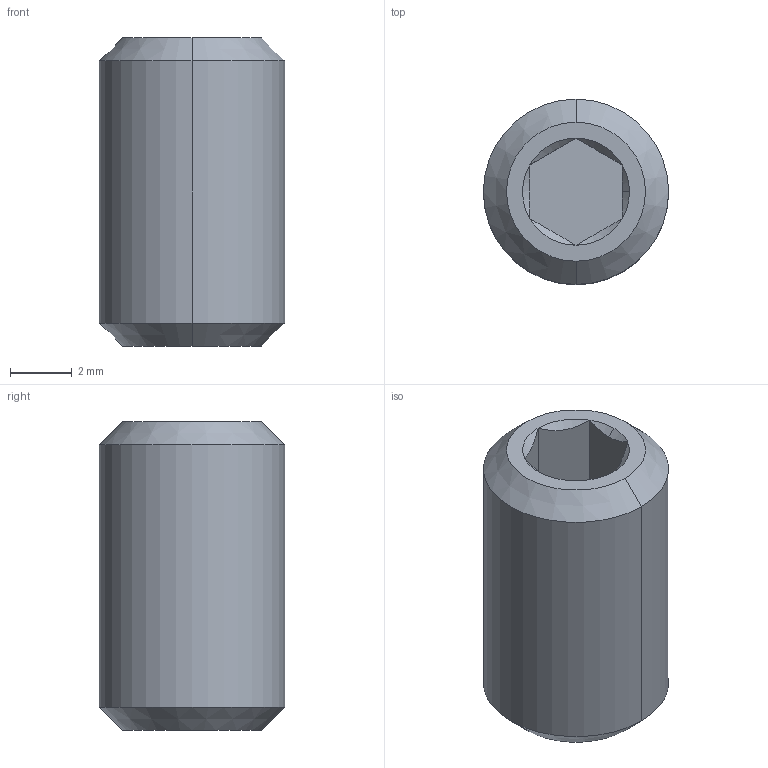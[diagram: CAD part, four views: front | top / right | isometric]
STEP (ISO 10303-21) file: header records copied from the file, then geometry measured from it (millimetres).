
FILE_DESCRIPTION(/* description */ (''),/* implementation_level */ '2;1');
FILE_NAME(/* name */ 'M6X10SET.step',/* time_stamp */ '2024-10-23T07:43:56-04:00',/* author */ ('JVann-Robertson'),/* organization */ (''),/* preprocessor_version */ 'ST-DEVELOPER v18.1',/* originating_system */ 'AutoCAD Mechanical',/* authorisation */ '');
FILE_SCHEMA (('AUTOMOTIVE_DESIGN { 1 0 10303 214 3 1 1 }'));
Length unit declared in the file: millimetre
Products named in the file (2): Product; 92605A128_NO THREADS_Stainless Steel Flat-Tip Set Screw
Assembly tree (1 placements, depth 2):
  Product
    92605A128_NO THREADS_Stainless Steel Flat-Tip Set Screw
Bounding box: 6 x 6 x 10 mm (x, y, z)
Volume: 238.7 mm3; surface area: 271.6 mm2
Topology: 1 solids, 1 shells, 22 faces, 41 edges, 22 vertices
Faces by surface type: cone 11, plane 9, cylinder 2
Entity records: 568 total; most frequent: CARTESIAN_POINT 102, DIRECTION 99, ORIENTED_EDGE 82, EDGE_CURVE 41, AXIS2_PLACEMENT_3D 40, EDGE_LOOP 23, FACE_OUTER_BOUND 22, VERTEX_POINT 22
